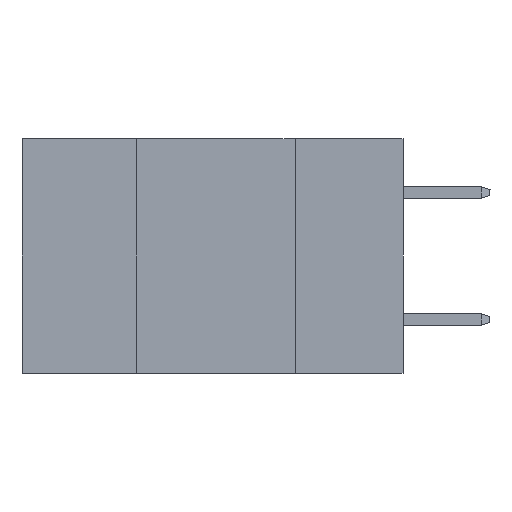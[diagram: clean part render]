
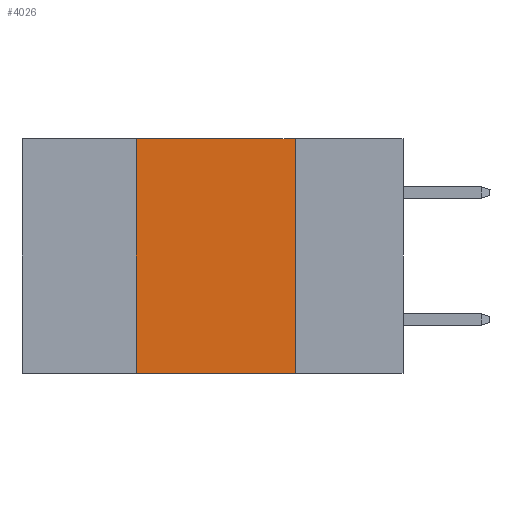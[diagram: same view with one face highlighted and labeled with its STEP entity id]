
A CAD part, left-side view. The second image highlights one B-rep face of the part: STEP entity #4026.
In plain terms, the highlighted planar face has unit normal (-1, 0, 0).
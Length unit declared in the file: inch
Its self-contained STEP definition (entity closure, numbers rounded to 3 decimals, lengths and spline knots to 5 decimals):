
#954 = VERTEX_POINT ( 'NONE', #3055 ) ;
#1027 = DIRECTION ( 'NONE',  ( 0., 0., -1. ) ) ;
#1215 = CARTESIAN_POINT ( 'NONE',  ( 0., 0.42, 0. ) ) ;
#1318 = DIRECTION ( 'NONE',  ( 0., 0., 1. ) ) ;
#2279 = VECTOR ( 'NONE', #10544, 39.37008 ) ;
#2557 = VECTOR ( 'NONE', #1318, 39.37008 ) ;
#3055 = CARTESIAN_POINT ( 'NONE',  ( 0., 0.17, 0. ) ) ;
#3718 = VERTEX_POINT ( 'NONE', #17564 ) ;
#4026 = ADVANCED_FACE ( 'NONE', ( #8192 ), #14144, .F. ) ;
#4613 = CARTESIAN_POINT ( 'NONE',  ( 0., 0.6, 0. ) ) ;
#4708 = LINE ( 'NONE', #4613, #2279 ) ;
#5518 = DIRECTION ( 'NONE',  ( 1., 0., 0. ) ) ;
#6727 = EDGE_CURVE ( 'NONE', #954, #8541, #11157, .T. ) ;
#7053 = ORIENTED_EDGE ( 'NONE', *, *, #17642, .F. ) ;
#7774 = AXIS2_PLACEMENT_3D ( 'NONE', #17285, #5518, #1027 ) ;
#8192 = FACE_OUTER_BOUND ( 'NONE', #18836, .T. ) ;
#8541 = VERTEX_POINT ( 'NONE', #10682 ) ;
#8915 = ORIENTED_EDGE ( 'NONE', *, *, #8950, .T. ) ;
#8950 = EDGE_CURVE ( 'NONE', #9315, #8541, #18881, .T. ) ;
#9315 = VERTEX_POINT ( 'NONE', #14487 ) ;
#10544 = DIRECTION ( 'NONE',  ( 0., -1., 0. ) ) ;
#10682 = CARTESIAN_POINT ( 'NONE',  ( 0., 0.17, -0.37 ) ) ;
#11157 = LINE ( 'NONE', #16984, #16128 ) ;
#11331 = CARTESIAN_POINT ( 'NONE',  ( 0., 0.6, -0.37 ) ) ;
#11632 = DIRECTION ( 'NONE',  ( 0., -1., 0. ) ) ;
#11653 = EDGE_CURVE ( 'NONE', #3718, #954, #4708, .T. ) ;
#12153 = VECTOR ( 'NONE', #11632, 39.37008 ) ;
#13928 = ORIENTED_EDGE ( 'NONE', *, *, #11653, .F. ) ;
#14144 = PLANE ( 'NONE',  #7774 ) ;
#14440 = LINE ( 'NONE', #1215, #2557 ) ;
#14487 = CARTESIAN_POINT ( 'NONE',  ( 0., 0.42, -0.37 ) ) ;
#16128 = VECTOR ( 'NONE', #17253, 39.37008 ) ;
#16984 = CARTESIAN_POINT ( 'NONE',  ( 0., 0.17, 0. ) ) ;
#17253 = DIRECTION ( 'NONE',  ( 0., 0., -1. ) ) ;
#17285 = CARTESIAN_POINT ( 'NONE',  ( 0., 0.6, 0. ) ) ;
#17564 = CARTESIAN_POINT ( 'NONE',  ( 0., 0.42, 0. ) ) ;
#17642 = EDGE_CURVE ( 'NONE', #9315, #3718, #14440, .T. ) ;
#18765 = ORIENTED_EDGE ( 'NONE', *, *, #6727, .F. ) ;
#18836 = EDGE_LOOP ( 'NONE', ( #18765, #13928, #7053, #8915 ) ) ;
#18881 = LINE ( 'NONE', #11331, #12153 ) ;
